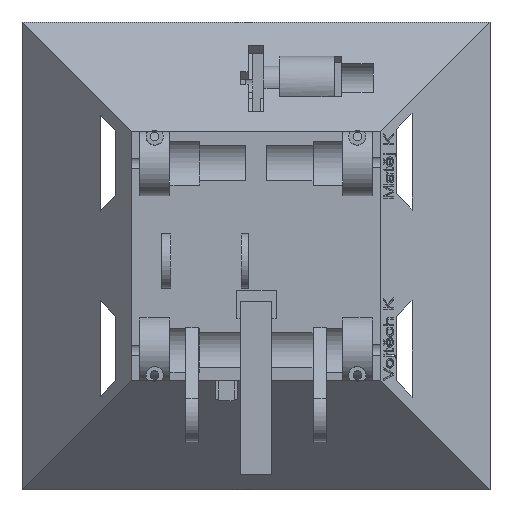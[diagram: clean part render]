
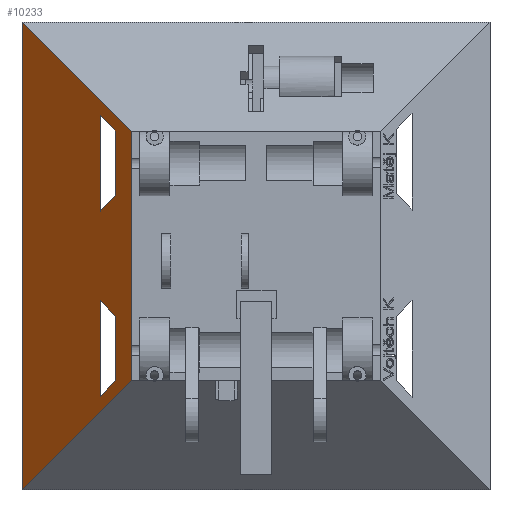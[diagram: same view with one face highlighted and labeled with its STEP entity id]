
A CAD part, top view. The second image highlights one B-rep face of the part: STEP entity #10233.
In plain terms, the highlighted planar face has unit normal (-0.707, 0, 0.707).
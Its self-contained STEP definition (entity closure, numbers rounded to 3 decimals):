
#523=FACE_BOUND('',#1779,.T.);
#524=FACE_BOUND('',#1780,.T.);
#1207=FACE_OUTER_BOUND('',#1778,.T.);
#1778=EDGE_LOOP('',(#9310,#9311,#9312,#9313));
#1779=EDGE_LOOP('',(#9314,#9315,#9316,#9317));
#1780=EDGE_LOOP('',(#9318,#9319,#9320,#9321));
#2067=LINE('',#13348,#3145);
#2601=LINE('',#17629,#3679);
#2792=LINE('',#18438,#3870);
#2793=LINE('',#18442,#3871);
#2797=LINE('',#18449,#3875);
#2799=LINE('',#18453,#3877);
#2803=LINE('',#18462,#3881);
#2807=LINE('',#18470,#3885);
#2812=LINE('',#18478,#3890);
#2818=LINE('',#18490,#3896);
#2827=LINE('',#18507,#3905);
#2868=LINE('',#18585,#3946);
#3145=VECTOR('',#11211,10.);
#3679=VECTOR('',#12043,10.);
#3870=VECTOR('',#12570,10.);
#3871=VECTOR('',#12573,10.);
#3875=VECTOR('',#12579,10.);
#3877=VECTOR('',#12583,10.);
#3881=VECTOR('',#12589,10.);
#3885=VECTOR('',#12595,10.);
#3890=VECTOR('',#12602,10.);
#3896=VECTOR('',#12614,10.);
#3905=VECTOR('',#12631,10.);
#3946=VECTOR('',#12706,10.);
#4139=VERTEX_POINT('',#13287);
#4162=VERTEX_POINT('',#13346);
#4717=VERTEX_POINT('',#17626);
#4718=VERTEX_POINT('',#17628);
#4889=VERTEX_POINT('',#18440);
#4890=VERTEX_POINT('',#18441);
#4892=VERTEX_POINT('',#18448);
#4893=VERTEX_POINT('',#18452);
#4896=VERTEX_POINT('',#18460);
#4897=VERTEX_POINT('',#18461);
#4899=VERTEX_POINT('',#18468);
#4900=VERTEX_POINT('',#18469);
#5235=EDGE_CURVE('',#4162,#4139,#2067,.T.);
#6059=EDGE_CURVE('',#4717,#4718,#2601,.T.);
#6331=EDGE_CURVE('',#4717,#4139,#2792,.T.);
#6332=EDGE_CURVE('',#4889,#4890,#2793,.T.);
#6336=EDGE_CURVE('',#4892,#4889,#2797,.T.);
#6338=EDGE_CURVE('',#4893,#4892,#2799,.T.);
#6342=EDGE_CURVE('',#4896,#4897,#2803,.T.);
#6346=EDGE_CURVE('',#4899,#4900,#2807,.T.);
#6351=EDGE_CURVE('',#4897,#4899,#2812,.T.);
#6357=EDGE_CURVE('',#4890,#4893,#2818,.T.);
#6366=EDGE_CURVE('',#4900,#4896,#2827,.T.);
#6407=EDGE_CURVE('',#4162,#4718,#2868,.T.);
#9310=ORIENTED_EDGE('',*,*,#5235,.F.);
#9311=ORIENTED_EDGE('',*,*,#6407,.T.);
#9312=ORIENTED_EDGE('',*,*,#6059,.F.);
#9313=ORIENTED_EDGE('',*,*,#6331,.T.);
#9314=ORIENTED_EDGE('',*,*,#6351,.T.);
#9315=ORIENTED_EDGE('',*,*,#6346,.T.);
#9316=ORIENTED_EDGE('',*,*,#6366,.T.);
#9317=ORIENTED_EDGE('',*,*,#6342,.T.);
#9318=ORIENTED_EDGE('',*,*,#6338,.T.);
#9319=ORIENTED_EDGE('',*,*,#6336,.T.);
#9320=ORIENTED_EDGE('',*,*,#6332,.T.);
#9321=ORIENTED_EDGE('',*,*,#6357,.T.);
#9728=PLANE('',#10718);
#10233=ADVANCED_FACE('',(#1207,#523,#524),#9728,.T.);
#10718=AXIS2_PLACEMENT_3D('',#18584,#12704,#12705);
#11211=DIRECTION('',(0.577,-0.577,0.577));
#12043=DIRECTION('',(-0.577,-0.577,-0.577));
#12570=DIRECTION('',(0.,1.,0.));
#12573=DIRECTION('',(-0.577,-0.577,-0.577));
#12579=DIRECTION('',(0.,-1.,0.));
#12583=DIRECTION('',(0.577,-0.577,0.577));
#12589=DIRECTION('',(0.577,-0.577,0.577));
#12595=DIRECTION('',(-0.577,-0.577,-0.577));
#12602=DIRECTION('',(0.,-1.,0.));
#12614=DIRECTION('',(0.,1.,0.));
#12631=DIRECTION('',(0.,1.,0.));
#12704=DIRECTION('center_axis',(-0.707,0.,0.707));
#12705=DIRECTION('ref_axis',(0.707,0.,0.707));
#12706=DIRECTION('',(0.,-1.,0.));
#13287=CARTESIAN_POINT('',(-80.,80.,70.));
#13346=CARTESIAN_POINT('',(-150.,150.,0.));
#13348=CARTESIAN_POINT('',(-100.,100.,50.));
#17626=CARTESIAN_POINT('',(-80.,-80.,70.));
#17628=CARTESIAN_POINT('',(-150.,-150.,0.));
#17629=CARTESIAN_POINT('',(-76.667,-76.667,73.333));
#18438=CARTESIAN_POINT('',(-80.,0.,70.));
#18440=CARTESIAN_POINT('',(-90.,38.75,60.));
#18441=CARTESIAN_POINT('',(-100.,28.75,50.));
#18442=CARTESIAN_POINT('',(-119.375,9.375,30.625));
#18448=CARTESIAN_POINT('',(-90.,80.,60.));
#18449=CARTESIAN_POINT('',(-90.,19.375,60.));
#18452=CARTESIAN_POINT('',(-100.,90.,50.));
#18453=CARTESIAN_POINT('',(-95.,85.,55.));
#18460=CARTESIAN_POINT('',(-100.,-28.75,50.));
#18461=CARTESIAN_POINT('',(-90.,-38.75,60.));
#18462=CARTESIAN_POINT('',(-114.792,-13.958,35.208));
#18468=CARTESIAN_POINT('',(-90.,-80.,60.));
#18469=CARTESIAN_POINT('',(-100.,-90.,50.));
#18470=CARTESIAN_POINT('',(-100.,-90.,50.));
#18478=CARTESIAN_POINT('',(-90.,-40.,60.));
#18490=CARTESIAN_POINT('',(-100.,30.,50.));
#18507=CARTESIAN_POINT('',(-100.,-30.,50.));
#18584=CARTESIAN_POINT('Origin',(-150.,0.,0.));
#18585=CARTESIAN_POINT('',(-150.,0.,0.));
